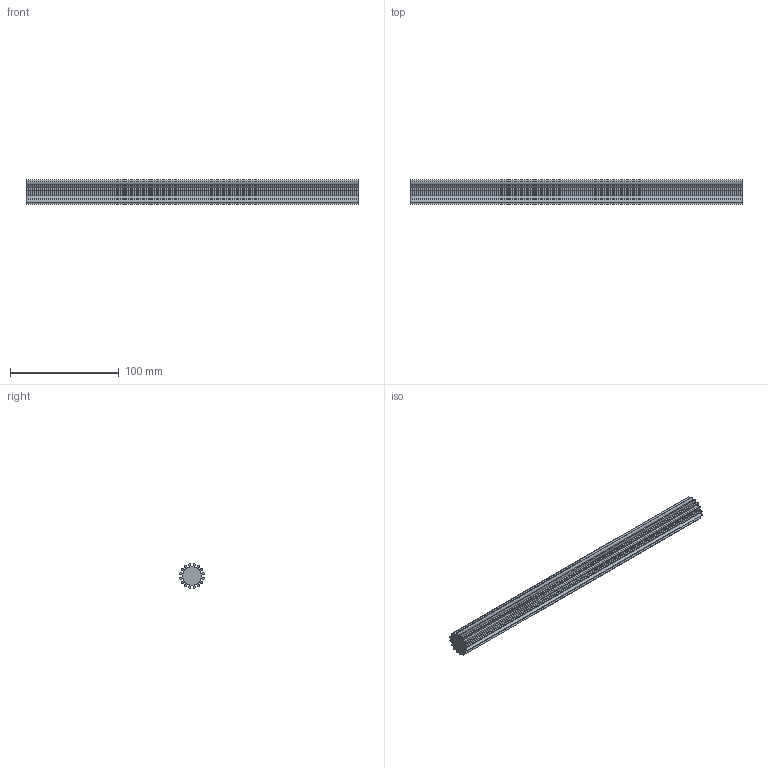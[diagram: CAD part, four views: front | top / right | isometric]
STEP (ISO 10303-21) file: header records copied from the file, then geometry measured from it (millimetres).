
FILE_DESCRIPTION (( 'STEP AP203' ), '1' );
FILE_NAME ('gs-14_5-20-16-4140.STEP', '2021-08-11T19:48:10', ( '' ), ( '' ), 'SwSTEP 2.0', 'SolidWorks 2021', '' );
FILE_SCHEMA (( 'CONFIG_CONTROL_DESIGN' ));
Length unit declared in the file: inch
Products named in the file (1): gs-14_5-20-16-4140
Bounding box: 304.8 x 22.57 x 22.57 mm (x, y, z)
Volume: 93982.1 mm3; surface area: 41434.7 mm2
Topology: 1 solids, 1 shells, 71 faces, 207 edges, 138 vertices
Faces by surface type: cylinder 69, plane 2
Entity records: 2518 total; most frequent: DIRECTION 489, CARTESIAN_POINT 417, ORIENTED_EDGE 414, AXIS2_PLACEMENT_3D 210, EDGE_CURVE 207, CIRCLE 138, VERTEX_POINT 138, FACE_OUTER_BOUND 71
